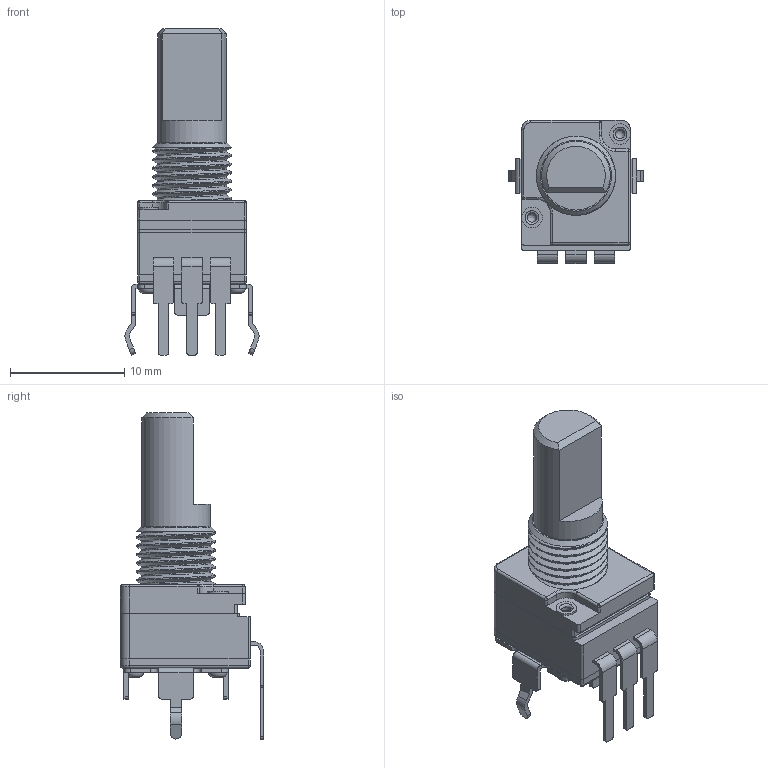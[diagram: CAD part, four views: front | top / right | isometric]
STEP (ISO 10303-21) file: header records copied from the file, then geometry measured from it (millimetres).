
FILE_DESCRIPTION((' '),'2;1');
FILE_NAME( 'RD901F-40-15F.stp', '2022-08-29T14:49:58', (' '), ('--- Datakit www.datakit.com---'), ' Datakit CrossCadWare V2022.3 Jun 15 2022', 'DATAKIT 2022 (c)', ' ');
FILE_SCHEMA(('AP242_MANAGED_MODEL_BASED_3D_ENGINEERING_MIM_LF { 1 0 10303 442 1 1 4 }'));
Length unit declared in the file: millimetre
Products named in the file (1): RD901F-40-15F
Bounding box: 11.72 x 12.5 x 28.5 mm (x, y, z)
Volume: 1213.5 mm3; surface area: 1738.4 mm2
Topology: 9 solids, 9 shells, 264 faces, 728 edges, 476 vertices
Faces by surface type: plane 136, cylinder 101, revolution 20, cone 3, bspline 2, torus 2
Full cylindrical faces by diameter (mm): 0.8 x2, 1.2 x10, 1.8 x2, 6 x1
Entity records: 10313 total; most frequent: CARTESIAN_POINT 3424, ORIENTED_EDGE 1344, DIRECTION 1323, EDGE_CURVE 672, VERTEX_POINT 463, AXIS2_PLACEMENT_3D 449, VECTOR 405, LINE 405
